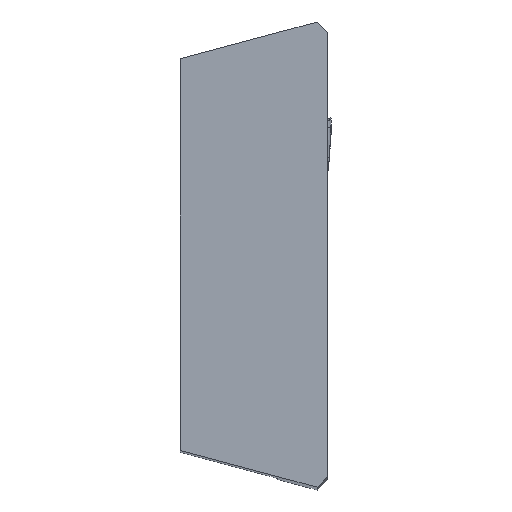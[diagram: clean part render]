
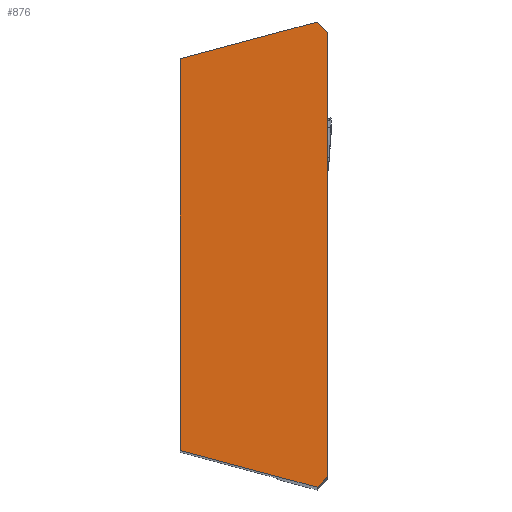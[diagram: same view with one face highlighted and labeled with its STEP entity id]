
A CAD part, top view. The second image highlights one B-rep face of the part: STEP entity #876.
In plain terms, the highlighted planar face has unit normal (0, 0, 1).
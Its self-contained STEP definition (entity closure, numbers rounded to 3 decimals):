
#840=AXIS2_PLACEMENT_3D('Plane Axis2P3D',#837,#838,#839) ;
#528=CARTESIAN_POINT('Vertex',(0.,31.11,0.)) ;
#531=CARTESIAN_POINT('Line Origine',(0.,16.,0.)) ;
#535=CARTESIAN_POINT('Vertex',(0.,0.89,0.)) ;
#821=CARTESIAN_POINT('Vertex',(-0.702,31.812,0.)) ;
#824=CARTESIAN_POINT('Line Origine',(-0.351,31.461,0.)) ;
#837=CARTESIAN_POINT('Axis2P3D Location',(-1.7,24.84,0.)) ;
#842=CARTESIAN_POINT('Line Origine',(-10.,16.,0.)) ;
#846=CARTESIAN_POINT('Vertex',(-10.,2.679,0.)) ;
#848=CARTESIAN_POINT('Vertex',(-10.,29.321,0.)) ;
#851=CARTESIAN_POINT('Line Origine',(-5.351,1.434,0.)) ;
#855=CARTESIAN_POINT('Vertex',(-0.702,0.188,0.)) ;
#858=CARTESIAN_POINT('Line Origine',(-0.351,0.539,0.)) ;
#863=CARTESIAN_POINT('Line Origine',(-5.351,30.566,0.)) ;
#532=DIRECTION('Vector Direction',(0.,-1.,0.)) ;
#825=DIRECTION('Vector Direction',(0.707,-0.707,0.)) ;
#838=DIRECTION('Axis2P3D Direction',(0.,0.,-1.)) ;
#839=DIRECTION('Axis2P3D XDirection',(-1.,-0.,-0.)) ;
#843=DIRECTION('Vector Direction',(0.,1.,0.)) ;
#852=DIRECTION('Vector Direction',(0.966,-0.259,0.)) ;
#859=DIRECTION('Vector Direction',(0.707,0.707,0.)) ;
#864=DIRECTION('Vector Direction',(-0.966,-0.259,0.)) ;
#533=VECTOR('Line Direction',#532,1.) ;
#826=VECTOR('Line Direction',#825,1.) ;
#844=VECTOR('Line Direction',#843,1.) ;
#853=VECTOR('Line Direction',#852,1.) ;
#860=VECTOR('Line Direction',#859,1.) ;
#865=VECTOR('Line Direction',#864,1.) ;
#869=ORIENTED_EDGE('',*,*,#850,.F.) ;
#870=ORIENTED_EDGE('',*,*,#857,.F.) ;
#871=ORIENTED_EDGE('',*,*,#862,.F.) ;
#872=ORIENTED_EDGE('',*,*,#537,.F.) ;
#873=ORIENTED_EDGE('',*,*,#828,.F.) ;
#874=ORIENTED_EDGE('',*,*,#867,.F.) ;
#876=ADVANCED_FACE('NOCUT',(#875),#841,.F.) ;
#537=EDGE_CURVE('',#529,#536,#534,.T.) ;
#828=EDGE_CURVE('',#822,#529,#827,.T.) ;
#850=EDGE_CURVE('',#847,#849,#845,.T.) ;
#857=EDGE_CURVE('',#856,#847,#854,.F.) ;
#862=EDGE_CURVE('',#536,#856,#861,.F.) ;
#867=EDGE_CURVE('',#849,#822,#866,.F.) ;
#868=EDGE_LOOP('',(#869,#870,#871,#872,#873,#874)) ;
#875=FACE_OUTER_BOUND('',#868,.T.) ;
#534=LINE('Line',#531,#533) ;
#827=LINE('Line',#824,#826) ;
#845=LINE('Line',#842,#844) ;
#854=LINE('Line',#851,#853) ;
#861=LINE('Line',#858,#860) ;
#866=LINE('Line',#863,#865) ;
#841=PLANE('',#840) ;
#529=VERTEX_POINT('',#528) ;
#536=VERTEX_POINT('',#535) ;
#822=VERTEX_POINT('',#821) ;
#847=VERTEX_POINT('',#846) ;
#849=VERTEX_POINT('',#848) ;
#856=VERTEX_POINT('',#855) ;
